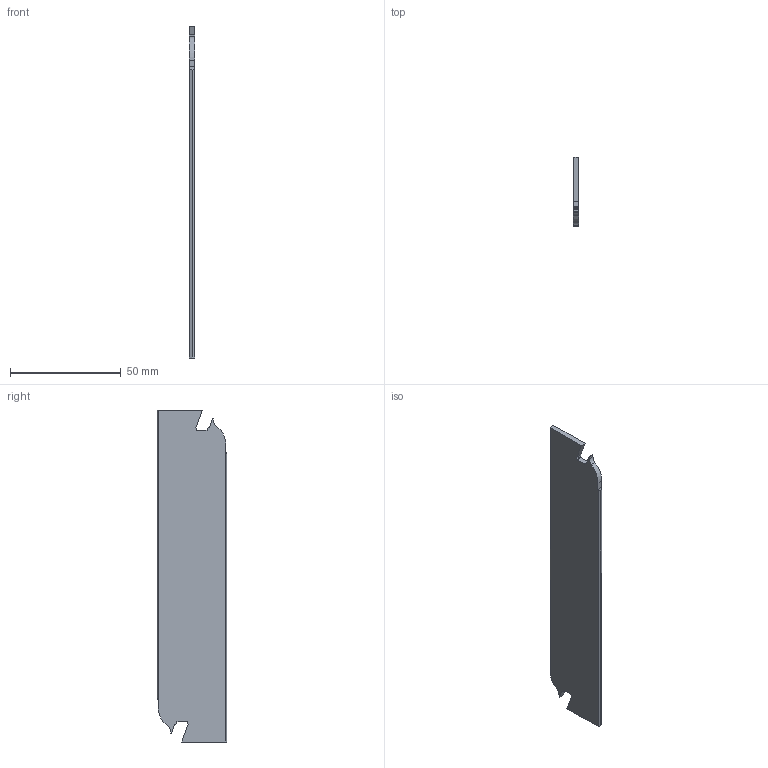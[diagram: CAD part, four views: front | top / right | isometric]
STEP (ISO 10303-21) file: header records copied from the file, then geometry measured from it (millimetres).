
FILE_DESCRIPTION(/* description */ (''),/* implementation_level */ '2;1');
FILE_NAME(/* name */ 'GWB32NA2-F60.stp',/* time_stamp */ '2021-04-02T17:52:56+09:00',/* author */ (''),/* organization */ (''),/* preprocessor_version */ 'ST-DEVELOPER v16',/* originating_system */ 'SIEMENS PLM Software NX 10.0',/* authorisation */ '');
FILE_SCHEMA (('AUTOMOTIVE_DESIGN { 1 0 10303 214 3 1 1 1 }'));
Length unit declared in the file: millimetre
Products named in the file (1): GWB32NA2-F60
Bounding box: 2.45 x 31.34 x 150 mm (x, y, z)
Volume: 10864.8 mm3; surface area: 9732.2 mm2
Topology: 1 solids, 1 shells, 48 faces, 138 edges, 95 vertices
Faces by surface type: plane 30, cylinder 18
Entity records: 1661 total; most frequent: CARTESIAN_POINT 286, DIRECTION 284, ORIENTED_EDGE 276, EDGE_CURVE 138, LINE 98, VECTOR 98, AXIS2_PLACEMENT_3D 93, VERTEX_POINT 92
